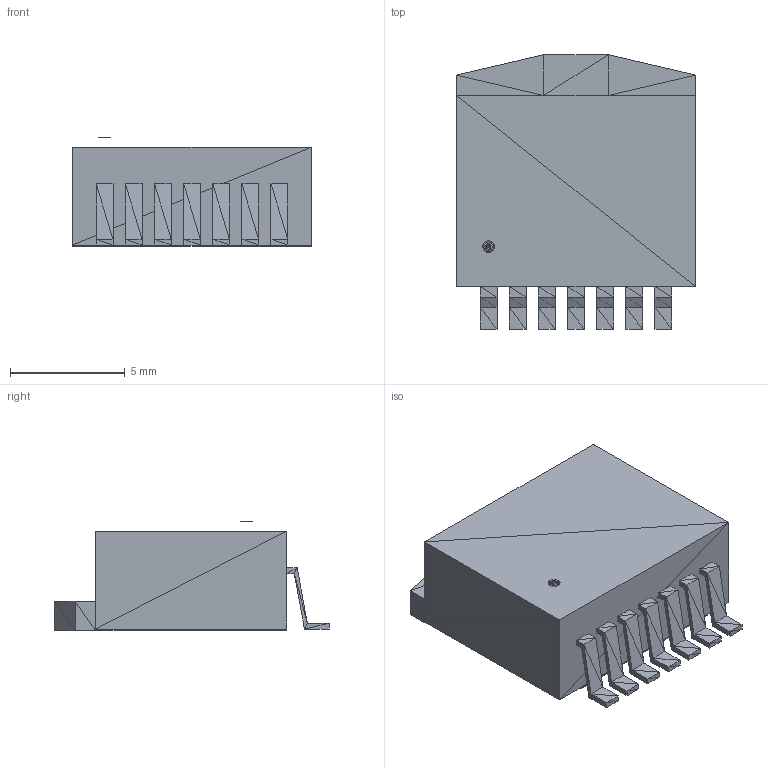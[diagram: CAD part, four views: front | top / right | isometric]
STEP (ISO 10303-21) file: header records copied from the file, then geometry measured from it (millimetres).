
FILE_DESCRIPTION(('STEP AP214'),'1');
FILE_NAME('TZA07A','2018-08-10T22:48:17',(''),(''),'','','');
FILE_SCHEMA(('AUTOMOTIVE_DESIGN'));
Length unit declared in the file: millimetre
Products named in the file (1): product
Bounding box: 10.41 x 11.97 x 4.73 mm (x, y, z)
Surface area: 571.3 mm2 (no closed solid volume)
Topology: 0 solids, 384 shells, 384 faces, 1152 edges, 1152 vertices
Faces by surface type: plane 384
Entity records: 12731 total; most frequent: CARTESIAN_POINT 2689, DIRECTION 1922, ORIENTED_EDGE 1152, EDGE_CURVE 1152, VERTEX_POINT 1152, LINE 1152, VECTOR 1152, AXIS2_PLACEMENT_3D 385
